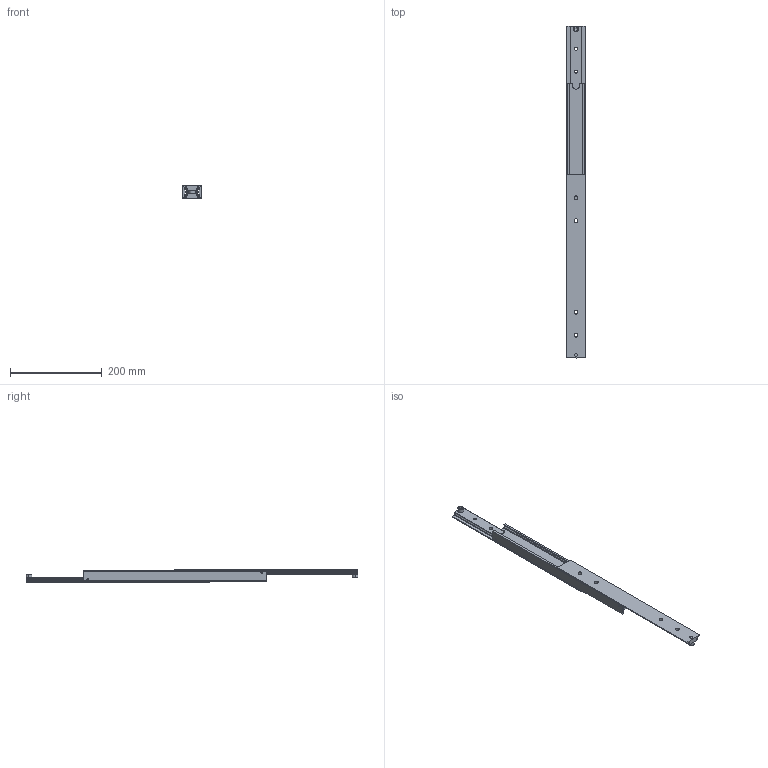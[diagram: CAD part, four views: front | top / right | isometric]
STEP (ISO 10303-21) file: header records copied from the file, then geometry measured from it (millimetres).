
FILE_DESCRIPTION((''),'2;1');
FILE_NAME('KDTS-40-400.stp','2022-05-26T11:53:29',(''),(''),'Mechanical Desktop 2006','Mechanical Desktop 2006',', , ');
FILE_SCHEMA(('CONFIG_CONTROL_DESIGN'));
Length unit declared in the file: millimetre
Products named in the file (4): KDTS40-A; INNER BEAM; F OUTER BEAM; OUTER BEAM
Assembly tree (3 placements, depth 2):
  KDTS40-A
    INNER BEAM
    F OUTER BEAM
    OUTER BEAM
Bounding box: 40 x 725 x 28 mm (x, y, z)
Volume: 331510.4 mm3; surface area: 150877.5 mm2
Topology: 3 solids, 27 shells, 552 faces, 1438 edges, 880 vertices
Faces by surface type: cylinder 152, cone 144, torus 140, plane 112, bspline 4
Entity records: 17957 total; most frequent: CARTESIAN_POINT 4062, DIRECTION 3108, ORIENTED_EDGE 2852, EDGE_CURVE 1426, AXIS2_PLACEMENT_3D 1318, VERTEX_POINT 880, CIRCLE 758, EDGE_LOOP 584
